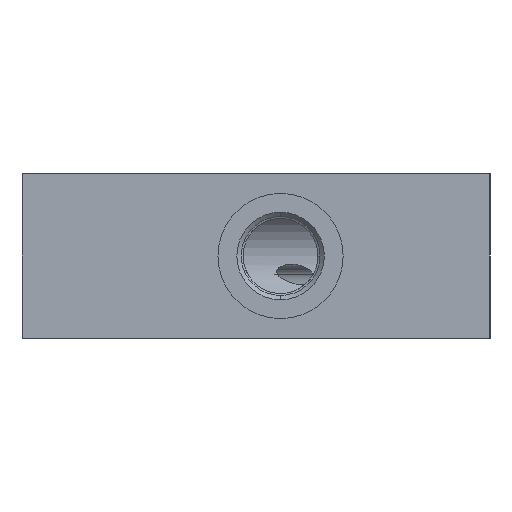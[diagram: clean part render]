
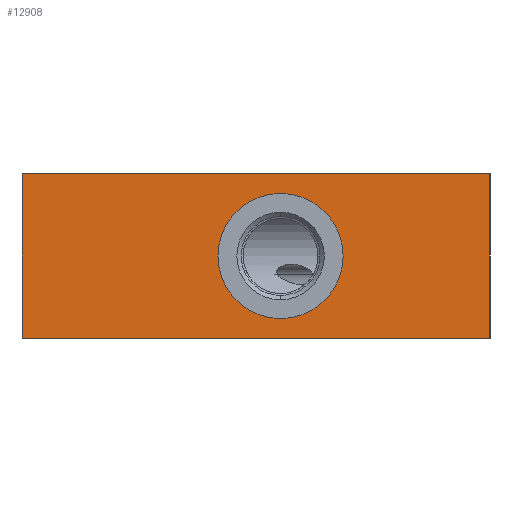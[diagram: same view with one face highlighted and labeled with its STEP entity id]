
A CAD part, left-side view. The second image highlights one B-rep face of the part: STEP entity #12908.
In plain terms, the highlighted planar face has unit normal (-1, 0, 0).
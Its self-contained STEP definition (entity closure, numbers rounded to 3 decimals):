
#683 = CARTESIAN_POINT ( 'NONE',  ( -50.8, -4.75, 12.105 ) ) ;
#895 = LINE ( 'NONE', #19119, #1138 ) ;
#1138 = VECTOR ( 'NONE', #9389, 1000. ) ;
#1195 = VERTEX_POINT ( 'NONE', #3473 ) ;
#1587 = VERTEX_POINT ( 'NONE', #14541 ) ;
#1988 = VERTEX_POINT ( 'NONE', #7734 ) ;
#2484 = DIRECTION ( 'NONE',  ( 0., 0., 1. ) ) ;
#2754 = VERTEX_POINT ( 'NONE', #683 ) ;
#2927 = CARTESIAN_POINT ( 'NONE',  ( -50.8, -45.25, 15.9 ) ) ;
#3473 = CARTESIAN_POINT ( 'NONE',  ( -50.8, -4.75, -12.105 ) ) ;
#3931 = FACE_BOUND ( 'NONE', #4535, .T. ) ;
#4535 = EDGE_LOOP ( 'NONE', ( #4540, #11192 ) ) ;
#4540 = ORIENTED_EDGE ( 'NONE', *, *, #20802, .F. ) ;
#4788 = DIRECTION ( 'NONE',  ( 0., 0., 1. ) ) ;
#5074 = CIRCLE ( 'NONE', #11617, 12.105 ) ;
#5211 = EDGE_CURVE ( 'NONE', #1988, #20771, #16296, .T. ) ;
#5328 = VECTOR ( 'NONE', #11918, 1000. ) ;
#5764 = EDGE_LOOP ( 'NONE', ( #15557, #7336, #14401, #7242 ) ) ;
#6052 = VERTEX_POINT ( 'NONE', #13634 ) ;
#6868 = DIRECTION ( 'NONE',  ( 1., 0., 0. ) ) ;
#7096 = VECTOR ( 'NONE', #4788, 1000. ) ;
#7160 = CARTESIAN_POINT ( 'NONE',  ( -50.8, 45.25, -15.9 ) ) ;
#7219 = EDGE_CURVE ( 'NONE', #1195, #2754, #17518, .T. ) ;
#7242 = ORIENTED_EDGE ( 'NONE', *, *, #15678, .T. ) ;
#7336 = ORIENTED_EDGE ( 'NONE', *, *, #8406, .F. ) ;
#7377 = DIRECTION ( 'NONE',  ( -1., 0., 0. ) ) ;
#7449 = AXIS2_PLACEMENT_3D ( 'NONE', #19684, #6868, #11634 ) ;
#7734 = CARTESIAN_POINT ( 'NONE',  ( -50.8, -45.25, -15.9 ) ) ;
#7882 = DIRECTION ( 'NONE',  ( -1., 0., 0. ) ) ;
#8406 = EDGE_CURVE ( 'NONE', #6052, #20771, #17727, .T. ) ;
#8552 = VECTOR ( 'NONE', #15915, 1000. ) ;
#9389 = DIRECTION ( 'NONE',  ( 0., 0., 1. ) ) ;
#11092 = PLANE ( 'NONE',  #7449 ) ;
#11157 = DIRECTION ( 'NONE',  ( 0., 0., 1. ) ) ;
#11160 = AXIS2_PLACEMENT_3D ( 'NONE', #18822, #7377, #2484 ) ;
#11192 = ORIENTED_EDGE ( 'NONE', *, *, #7219, .F. ) ;
#11398 = EDGE_CURVE ( 'NONE', #1587, #6052, #895, .T. ) ;
#11617 = AXIS2_PLACEMENT_3D ( 'NONE', #19267, #7882, #11157 ) ;
#11634 = DIRECTION ( 'NONE',  ( 0., 0., -1. ) ) ;
#11918 = DIRECTION ( 'NONE',  ( 0., -1., 0. ) ) ;
#12739 = LINE ( 'NONE', #7160, #5328 ) ;
#12908 = ADVANCED_FACE ( 'NONE', ( #14639, #3931 ), #11092, .F. ) ;
#13634 = CARTESIAN_POINT ( 'NONE',  ( -50.8, 45.25, 15.9 ) ) ;
#14401 = ORIENTED_EDGE ( 'NONE', *, *, #11398, .F. ) ;
#14403 = CARTESIAN_POINT ( 'NONE',  ( -50.8, 45.25, 15.9 ) ) ;
#14541 = CARTESIAN_POINT ( 'NONE',  ( -50.8, 45.25, -15.9 ) ) ;
#14639 = FACE_OUTER_BOUND ( 'NONE', #5764, .T. ) ;
#15557 = ORIENTED_EDGE ( 'NONE', *, *, #5211, .T. ) ;
#15678 = EDGE_CURVE ( 'NONE', #1587, #1988, #12739, .T. ) ;
#15915 = DIRECTION ( 'NONE',  ( 0., -1., 0. ) ) ;
#16296 = LINE ( 'NONE', #17663, #7096 ) ;
#17518 = CIRCLE ( 'NONE', #11160, 12.105 ) ;
#17663 = CARTESIAN_POINT ( 'NONE',  ( -50.8, -45.25, -15.9 ) ) ;
#17727 = LINE ( 'NONE', #14403, #8552 ) ;
#18822 = CARTESIAN_POINT ( 'NONE',  ( -50.8, -4.75, 0. ) ) ;
#19119 = CARTESIAN_POINT ( 'NONE',  ( -50.8, 45.25, -15.9 ) ) ;
#19267 = CARTESIAN_POINT ( 'NONE',  ( -50.8, -4.75, 0. ) ) ;
#19684 = CARTESIAN_POINT ( 'NONE',  ( -50.8, 45.25, -15.9 ) ) ;
#20771 = VERTEX_POINT ( 'NONE', #2927 ) ;
#20802 = EDGE_CURVE ( 'NONE', #2754, #1195, #5074, .T. ) ;
